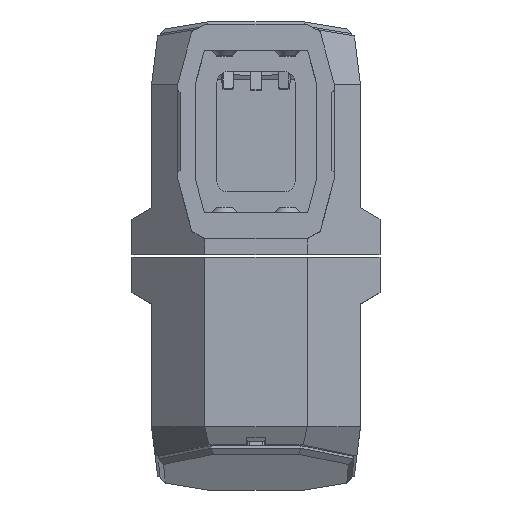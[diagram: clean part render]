
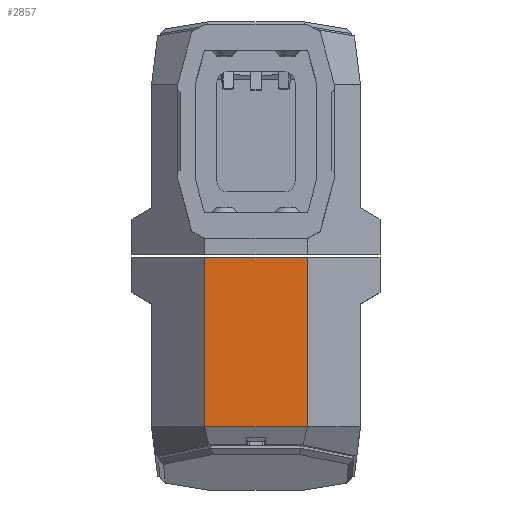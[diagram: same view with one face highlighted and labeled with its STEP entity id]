
A CAD part, top view. The second image highlights one B-rep face of the part: STEP entity #2857.
In plain terms, the highlighted face is planar.
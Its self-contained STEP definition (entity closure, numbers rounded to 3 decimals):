
#108=DIRECTION('',(1.,0.,0.));
#109=VECTOR('',#108,39.4);
#110=CARTESIAN_POINT('',(-19.7,0.,-47.5));
#111=LINE('',#110,#109);
#788=DIRECTION('',(0.,1.,0.));
#789=VECTOR('',#788,65.);
#790=CARTESIAN_POINT('',(19.7,0.,-47.5));
#791=LINE('',#790,#789);
#795=DIRECTION('',(-1.,0.,0.));
#796=VECTOR('',#795,39.4);
#797=CARTESIAN_POINT('',(19.7,65.,-47.5));
#798=LINE('',#797,#796);
#809=DIRECTION('',(0.,1.,0.));
#810=VECTOR('',#809,65.);
#811=CARTESIAN_POINT('',(-19.7,0.,-47.5));
#812=LINE('',#811,#810);
#1923=CARTESIAN_POINT('',(-19.7,65.,-47.5));
#1925=VERTEX_POINT('',#1923);
#1936=CARTESIAN_POINT('',(19.7,65.,-47.5));
#1938=VERTEX_POINT('',#1936);
#2231=CARTESIAN_POINT('',(-19.7,0.,-47.5));
#2233=VERTEX_POINT('',#2231);
#2240=CARTESIAN_POINT('',(19.7,0.,-47.5));
#2242=VERTEX_POINT('',#2240);
#2845=CARTESIAN_POINT('',(47.5,0.,-47.5));
#2846=DIRECTION('',(0.,0.,-1.));
#2847=DIRECTION('',(-1.,0.,0.));
#2848=AXIS2_PLACEMENT_3D('',#2845,#2846,#2847);
#2849=PLANE('',#2848);
#2850=ORIENTED_EDGE('',*,*,#2833,.T.);
#2851=ORIENTED_EDGE('',*,*,#2591,.T.);
#2853=ORIENTED_EDGE('',*,*,#2852,.F.);
#2854=ORIENTED_EDGE('',*,*,#2274,.T.);
#2855=EDGE_LOOP('',(#2850,#2851,#2853,#2854));
#2856=FACE_OUTER_BOUND('',#2855,.F.);
#2857=ADVANCED_FACE('',(#2856),#2849,.T.);
#2274=EDGE_CURVE('',#2233,#2242,#111,.T.);
#2591=EDGE_CURVE('',#1938,#1925,#798,.T.);
#2833=EDGE_CURVE('',#2242,#1938,#791,.T.);
#2852=EDGE_CURVE('',#2233,#1925,#812,.T.);
